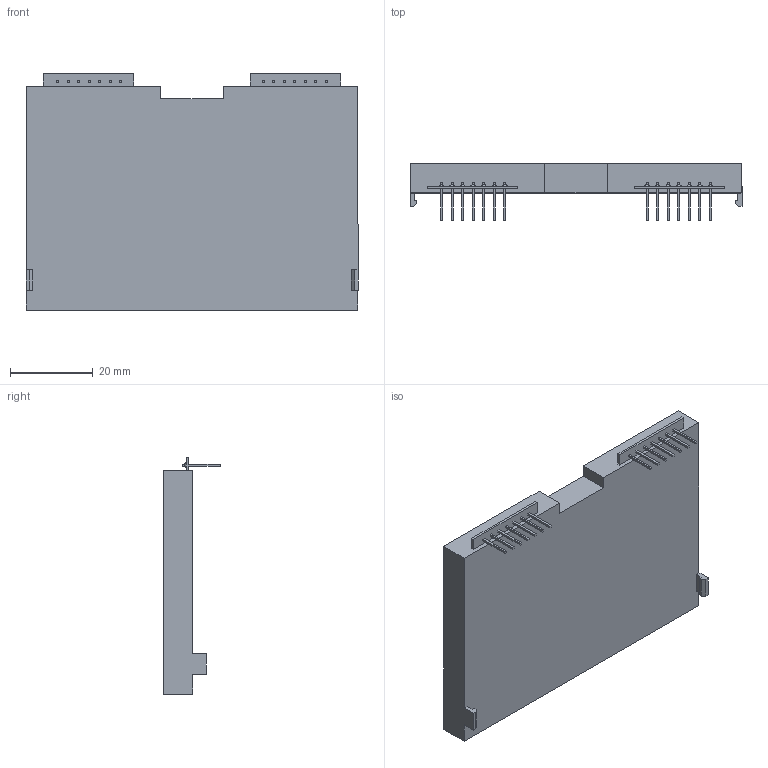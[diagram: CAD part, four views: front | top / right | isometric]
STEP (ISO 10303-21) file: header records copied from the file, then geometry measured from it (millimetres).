
FILE_DESCRIPTION (( 'STEP AP214' ), '1' );
FILE_NAME ('NHD-C12864A1Z RGB.STEP', '2015-12-03T04:44:52', ( '' ), ( '' ), 'SwSTEP 2.0', 'SolidWorks 2015', '' );
FILE_SCHEMA (( 'AUTOMOTIVE_DESIGN' ));
Length unit declared in the file: millimetre
Products named in the file (1): NHD-C12864A1Z RGB
Bounding box: 80 x 13.6 x 57 mm (x, y, z)
Volume: 30075 mm3; surface area: 11064.9 mm2
Topology: 1 solids, 1 shells, 232 faces, 546 edges, 348 vertices
Faces by surface type: plane 176, cylinder 56
Entity records: 8757 total; most frequent: CARTESIAN_POINT 1295, ORIENTED_EDGE 1092, DIRECTION 956, EDGE_CURVE 546, VECTOR 490, LINE 490, VERTEX_POINT 348, EDGE_LOOP 264
